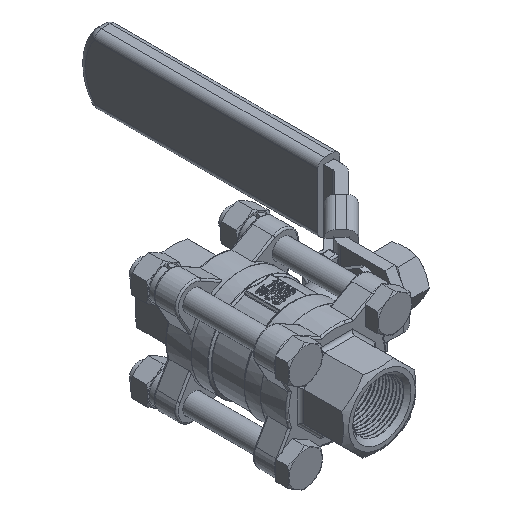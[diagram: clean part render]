
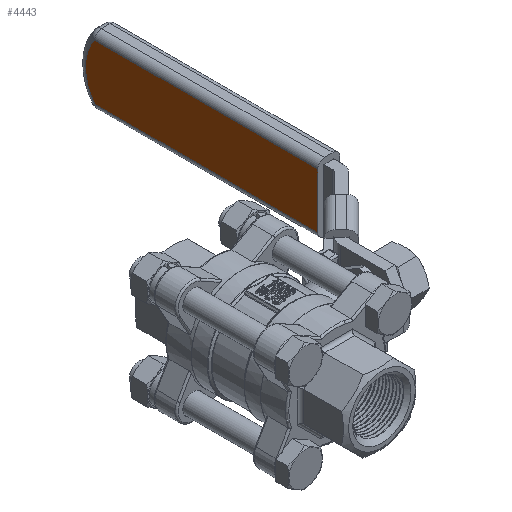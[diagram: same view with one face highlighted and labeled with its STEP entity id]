
A CAD part, isometric view. The second image highlights one B-rep face of the part: STEP entity #4443.
In plain terms, the highlighted planar face has unit normal (-1, 0, 0).
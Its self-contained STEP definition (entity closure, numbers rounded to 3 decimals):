
#4443=ADVANCED_FACE('',(#8761),#8762,.F.);
#8761=FACE_OUTER_BOUND('',#20791,.T.);
#8762=PLANE('',#20792);
#20791=EDGE_LOOP('',(#35489,#35490,#35491,#35492));
#20792=AXIS2_PLACEMENT_3D('',#35493,#35494,#35495);
#35489=ORIENTED_EDGE('',*,*,#41110,.F.);
#35490=ORIENTED_EDGE('',*,*,#41111,.F.);
#35491=ORIENTED_EDGE('',*,*,#41112,.F.);
#35492=ORIENTED_EDGE('',*,*,#41113,.F.);
#35493=CARTESIAN_POINT('',(44.601,32.,10.3));
#35494=DIRECTION('',(1.0,0.,0.));
#35495=DIRECTION('',(0.,0.,-1.0));
#41110=EDGE_CURVE('',#48213,#48214,#48215,.T.);
#41111=EDGE_CURVE('',#48216,#48213,#48217,.F.);
#41112=EDGE_CURVE('',#48218,#48216,#48219,.F.);
#41113=EDGE_CURVE('',#48214,#48218,#48220,.T.);
#48213=VERTEX_POINT('',#63270);
#48214=VERTEX_POINT('',#63271);
#48215=LINE('',#63272,#63273);
#48216=VERTEX_POINT('',#63274);
#48217=LINE('',#63275,#63276);
#48218=VERTEX_POINT('',#63277);
#48219=CIRCLE('',#63278,13.8);
#48220=LINE('',#63279,#63280);
#63270=CARTESIAN_POINT('',(44.601,32.,8.3));
#63271=CARTESIAN_POINT('',(44.601,32.,-8.3));
#63272=CARTESIAN_POINT('',(44.601,32.,10.3));
#63273=VECTOR('',#70424,1.0);
#63274=CARTESIAN_POINT('',(44.601,99.025,8.3));
#63275=CARTESIAN_POINT('',(44.601,32.,8.3));
#63276=VECTOR('',#70425,1.0);
#63277=CARTESIAN_POINT('',(44.601,99.025,-8.3));
#63278=AXIS2_PLACEMENT_3D('',#70426,#70427,#70428);
#63279=CARTESIAN_POINT('',(44.601,32.,-8.3));
#63280=VECTOR('',#70429,1.0);
#70424=DIRECTION('',(0.,0.,-1.0));
#70425=DIRECTION('',(0.,1.0,0.));
#70426=CARTESIAN_POINT('',(44.601,88.0,0.));
#70427=DIRECTION('',(-1.0,0.,0.));
#70428=DIRECTION('',(0.,0.,-1.0));
#70429=DIRECTION('',(0.,1.0,0.));
